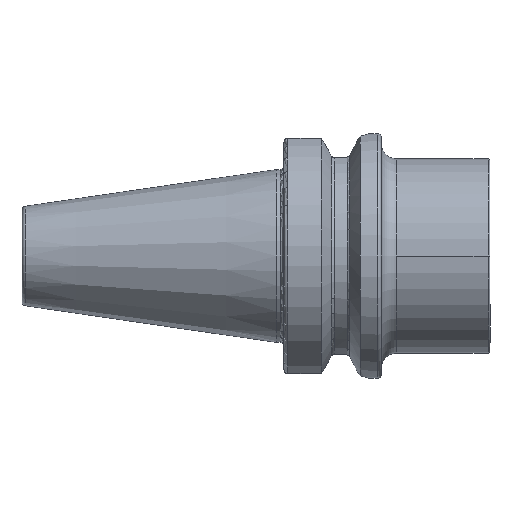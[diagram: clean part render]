
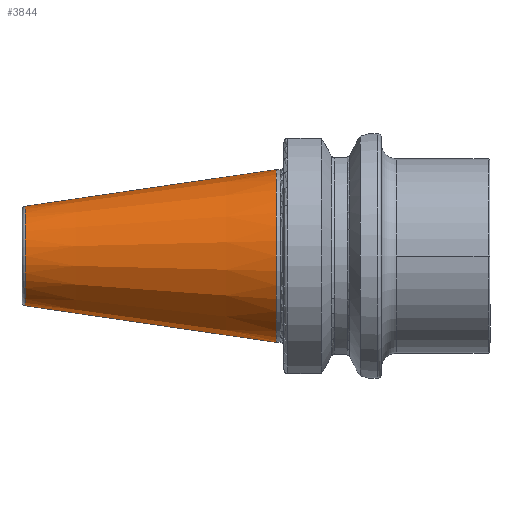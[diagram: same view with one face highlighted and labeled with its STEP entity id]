
A CAD part, front view. The second image highlights one B-rep face of the part: STEP entity #3844.
In plain terms, the highlighted conical face has half-angle 8.297 degrees and reference radius 22.225 mm.
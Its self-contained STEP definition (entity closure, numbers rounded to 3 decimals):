
#22 = EDGE_LOOP ( 'NONE', ( #3024, #3257, #3394, #3628 ) ) ;
#721 = CARTESIAN_POINT ( 'NONE',  ( 0., 0., 22.225 ) ) ;
#744 = DIRECTION ( 'NONE',  ( 0.99, 0., 0.144 ) ) ;
#1060 = EDGE_CURVE ( 'NONE', #1840, #3518, #1671, .T. ) ;
#1074 = EDGE_CURVE ( 'NONE', #1840, #2172, #3295, .T. ) ;
#1090 = AXIS2_PLACEMENT_3D ( 'NONE', #3096, #3086, #3082 ) ;
#1115 = CONICAL_SURFACE ( 'NONE', #4540, 22.225, 0.145 ) ;
#1227 = CARTESIAN_POINT ( 'NONE',  ( 0., 0., -22.225 ) ) ;
#1283 = DIRECTION ( 'NONE',  ( 0., 0., 1. ) ) ;
#1299 = DIRECTION ( 'NONE',  ( -1., 0., 0. ) ) ;
#1304 = CARTESIAN_POINT ( 'NONE',  ( 0., 0., 0. ) ) ;
#1419 = EDGE_CURVE ( 'NONE', #3518, #4463, #1993, .T. ) ;
#1454 = FACE_OUTER_BOUND ( 'NONE', #22, .T. ) ;
#1474 = CARTESIAN_POINT ( 'NONE',  ( -64.544, 0., 12.812 ) ) ;
#1535 = CARTESIAN_POINT ( 'NONE',  ( 0., 0., 22.225 ) ) ;
#1671 = LINE ( 'NONE', #3673, #2389 ) ;
#1840 = VERTEX_POINT ( 'NONE', #4932 ) ;
#1993 = CIRCLE ( 'NONE', #5013, 22.225 ) ;
#2172 = VERTEX_POINT ( 'NONE', #1474 ) ;
#2389 = VECTOR ( 'NONE', #3831, 1000. ) ;
#2442 = LINE ( 'NONE', #721, #2655 ) ;
#2655 = VECTOR ( 'NONE', #744, 1000. ) ;
#2735 = DIRECTION ( 'NONE',  ( 0., 0., -1. ) ) ;
#2891 = DIRECTION ( 'NONE',  ( 1., 0., 0. ) ) ;
#2915 = CARTESIAN_POINT ( 'NONE',  ( 0., 0., 0. ) ) ;
#3024 = ORIENTED_EDGE ( 'NONE', *, *, #3779, .F. ) ;
#3082 = DIRECTION ( 'NONE',  ( 0., 0., 1. ) ) ;
#3086 = DIRECTION ( 'NONE',  ( -1., 0., 0. ) ) ;
#3096 = CARTESIAN_POINT ( 'NONE',  ( -64.544, 0., 0. ) ) ;
#3257 = ORIENTED_EDGE ( 'NONE', *, *, #1074, .F. ) ;
#3295 = CIRCLE ( 'NONE', #1090, 12.812 ) ;
#3394 = ORIENTED_EDGE ( 'NONE', *, *, #1060, .T. ) ;
#3518 = VERTEX_POINT ( 'NONE', #1227 ) ;
#3628 = ORIENTED_EDGE ( 'NONE', *, *, #1419, .T. ) ;
#3673 = CARTESIAN_POINT ( 'NONE',  ( 0., 0., -22.225 ) ) ;
#3779 = EDGE_CURVE ( 'NONE', #2172, #4463, #2442, .T. ) ;
#3831 = DIRECTION ( 'NONE',  ( 0.99, 0., -0.144 ) ) ;
#3844 = ADVANCED_FACE ( 'NONE', ( #1454 ), #1115, .T. ) ;
#4463 = VERTEX_POINT ( 'NONE', #1535 ) ;
#4540 = AXIS2_PLACEMENT_3D ( 'NONE', #2915, #2891, #2735 ) ;
#4932 = CARTESIAN_POINT ( 'NONE',  ( -64.544, 0., -12.812 ) ) ;
#5013 = AXIS2_PLACEMENT_3D ( 'NONE', #1304, #1299, #1283 ) ;
